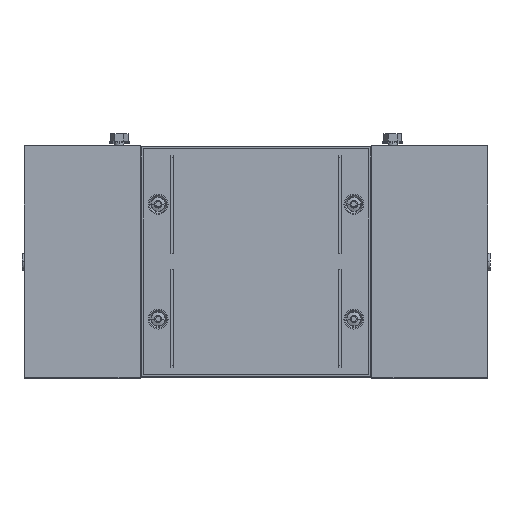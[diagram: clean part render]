
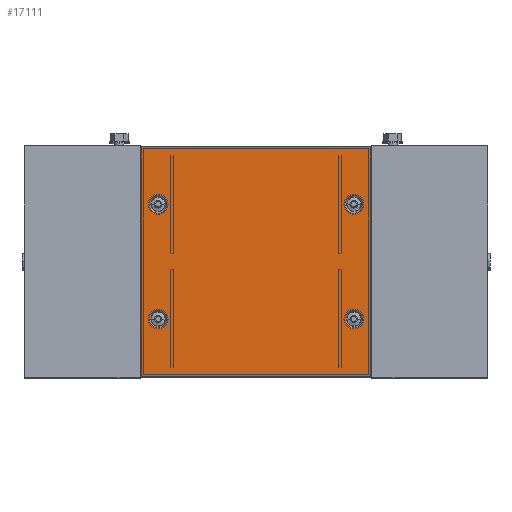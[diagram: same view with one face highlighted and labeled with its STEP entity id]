
A CAD part, top view. The second image highlights one B-rep face of the part: STEP entity #17111.
In plain terms, the highlighted face is planar.
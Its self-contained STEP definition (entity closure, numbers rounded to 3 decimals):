
#4 = CIRCLE ( 'NONE', #10379, 7.691 ) ;
#199 = CIRCLE ( 'NONE', #1677, 7.691 ) ;
#338 = CARTESIAN_POINT ( 'NONE',  ( 115.5, -149.5, 0. ) ) ;
#344 = ORIENTED_EDGE ( 'NONE', *, *, #17871, .T. ) ;
#419 = EDGE_LOOP ( 'NONE', ( #1327, #344 ) ) ;
#464 = EDGE_CURVE ( 'NONE', #18045, #3951, #12293, .T. ) ;
#734 = CARTESIAN_POINT ( 'NONE',  ( 299., -199., 0. ) ) ;
#815 = EDGE_CURVE ( 'NONE', #3329, #10215, #3633, .T. ) ;
#1249 = CARTESIAN_POINT ( 'NONE',  ( 101., -1., 0. ) ) ;
#1327 = ORIENTED_EDGE ( 'NONE', *, *, #8585, .T. ) ;
#1498 = VERTEX_POINT ( 'NONE', #9219 ) ;
#1641 = DIRECTION ( 'NONE',  ( 0., 0., 1. ) ) ;
#1677 = AXIS2_PLACEMENT_3D ( 'NONE', #16626, #9567, #15241 ) ;
#1705 = VERTEX_POINT ( 'NONE', #17852 ) ;
#1738 = ORIENTED_EDGE ( 'NONE', *, *, #17524, .T. ) ;
#1832 = CIRCLE ( 'NONE', #4207, 7.691 ) ;
#2214 = EDGE_CURVE ( 'NONE', #2423, #10057, #2854, .T. ) ;
#2296 = DIRECTION ( 'NONE',  ( 0., 0., 1. ) ) ;
#2423 = VERTEX_POINT ( 'NONE', #1249 ) ;
#2484 = AXIS2_PLACEMENT_3D ( 'NONE', #3311, #17249, #14370 ) ;
#2795 = CARTESIAN_POINT ( 'NONE',  ( 292.191, -149.5, 0. ) ) ;
#2842 = CARTESIAN_POINT ( 'NONE',  ( 107.809, -149.5, 0. ) ) ;
#2854 = LINE ( 'NONE', #5923, #8083 ) ;
#2950 = DIRECTION ( 'NONE',  ( 0., -1., 0. ) ) ;
#2993 = EDGE_CURVE ( 'NONE', #15406, #1498, #14775, .T. ) ;
#3123 = FACE_OUTER_BOUND ( 'NONE', #3397, .T. ) ;
#3311 = CARTESIAN_POINT ( 'NONE',  ( 115.5, -149.5, 0. ) ) ;
#3329 = VERTEX_POINT ( 'NONE', #7157 ) ;
#3397 = EDGE_LOOP ( 'NONE', ( #5298, #15195, #17214, #16953 ) ) ;
#3531 = ORIENTED_EDGE ( 'NONE', *, *, #815, .T. ) ;
#3633 = CIRCLE ( 'NONE', #7792, 7.691 ) ;
#3951 = VERTEX_POINT ( 'NONE', #9587 ) ;
#4143 = LINE ( 'NONE', #18264, #10234 ) ;
#4207 = AXIS2_PLACEMENT_3D ( 'NONE', #11588, #14520, #10262 ) ;
#4500 = ORIENTED_EDGE ( 'NONE', *, *, #2993, .T. ) ;
#4518 = EDGE_LOOP ( 'NONE', ( #13446, #4500 ) ) ;
#4715 = LINE ( 'NONE', #7506, #15821 ) ;
#5298 = ORIENTED_EDGE ( 'NONE', *, *, #2214, .F. ) ;
#5403 = DIRECTION ( 'NONE',  ( 0., 0., 1. ) ) ;
#5631 = DIRECTION ( 'NONE',  ( 1., 0., 0. ) ) ;
#5923 = CARTESIAN_POINT ( 'NONE',  ( 101., -1., 0. ) ) ;
#6008 = AXIS2_PLACEMENT_3D ( 'NONE', #13084, #8705, #10099 ) ;
#6090 = FACE_BOUND ( 'NONE', #11057, .T. ) ;
#6245 = VECTOR ( 'NONE', #9000, 1000. ) ;
#6990 = DIRECTION ( 'NONE',  ( 1., 0., 0. ) ) ;
#7091 = DIRECTION ( 'NONE',  ( 0., 0., 1. ) ) ;
#7157 = CARTESIAN_POINT ( 'NONE',  ( 123.191, -149.5, 0. ) ) ;
#7249 = AXIS2_PLACEMENT_3D ( 'NONE', #9933, #2296, #7691 ) ;
#7307 = DIRECTION ( 'NONE',  ( 0., 1., 0. ) ) ;
#7495 = FACE_BOUND ( 'NONE', #4518, .T. ) ;
#7506 = CARTESIAN_POINT ( 'NONE',  ( 101., -199., 0. ) ) ;
#7691 = DIRECTION ( 'NONE',  ( 1., 0., 0. ) ) ;
#7792 = AXIS2_PLACEMENT_3D ( 'NONE', #338, #1641, #5631 ) ;
#8083 = VECTOR ( 'NONE', #2950, 1000. ) ;
#8474 = CARTESIAN_POINT ( 'NONE',  ( 284.5, -50.5, 0. ) ) ;
#8585 = EDGE_CURVE ( 'NONE', #1705, #13321, #199, .T. ) ;
#8637 = LINE ( 'NONE', #10307, #6245 ) ;
#8705 = DIRECTION ( 'NONE',  ( 0., 0., 1. ) ) ;
#9000 = DIRECTION ( 'NONE',  ( -1., 0., 0. ) ) ;
#9071 = DIRECTION ( 'NONE',  ( 1., 0., 0. ) ) ;
#9219 = CARTESIAN_POINT ( 'NONE',  ( 276.809, -50.5, 0. ) ) ;
#9567 = DIRECTION ( 'NONE',  ( 0., 0., 1. ) ) ;
#9587 = CARTESIAN_POINT ( 'NONE',  ( 123.191, -50.5, 0. ) ) ;
#9895 = CIRCLE ( 'NONE', #2484, 7.691 ) ;
#9933 = CARTESIAN_POINT ( 'NONE',  ( 115.5, -50.5, 0. ) ) ;
#10057 = VERTEX_POINT ( 'NONE', #13193 ) ;
#10099 = DIRECTION ( 'NONE',  ( 1., 0., 0. ) ) ;
#10215 = VERTEX_POINT ( 'NONE', #2842 ) ;
#10234 = VECTOR ( 'NONE', #7307, 1000. ) ;
#10262 = DIRECTION ( 'NONE',  ( 1., 0., 0. ) ) ;
#10307 = CARTESIAN_POINT ( 'NONE',  ( 101., -1., 0. ) ) ;
#10379 = AXIS2_PLACEMENT_3D ( 'NONE', #17711, #17532, #10663 ) ;
#10663 = DIRECTION ( 'NONE',  ( 1., 0., 0. ) ) ;
#10875 = CARTESIAN_POINT ( 'NONE',  ( 107.809, -50.5, 0. ) ) ;
#11057 = EDGE_LOOP ( 'NONE', ( #15707, #1738 ) ) ;
#11081 = CARTESIAN_POINT ( 'NONE',  ( 284.5, -149.5, 0. ) ) ;
#11284 = EDGE_CURVE ( 'NONE', #10057, #15522, #4715, .T. ) ;
#11307 = EDGE_CURVE ( 'NONE', #10215, #3329, #9895, .T. ) ;
#11588 = CARTESIAN_POINT ( 'NONE',  ( 115.5, -50.5, 0. ) ) ;
#11606 = FACE_BOUND ( 'NONE', #419, .T. ) ;
#12293 = CIRCLE ( 'NONE', #7249, 7.691 ) ;
#12665 = EDGE_LOOP ( 'NONE', ( #16041, #3531 ) ) ;
#13084 = CARTESIAN_POINT ( 'NONE',  ( 0., 0., 0. ) ) ;
#13193 = CARTESIAN_POINT ( 'NONE',  ( 101., -199., 0. ) ) ;
#13321 = VERTEX_POINT ( 'NONE', #2795 ) ;
#13446 = ORIENTED_EDGE ( 'NONE', *, *, #14885, .T. ) ;
#13692 = EDGE_CURVE ( 'NONE', #15522, #16632, #4143, .T. ) ;
#14159 = AXIS2_PLACEMENT_3D ( 'NONE', #11081, #5403, #15435 ) ;
#14370 = DIRECTION ( 'NONE',  ( 1., 0., 0. ) ) ;
#14520 = DIRECTION ( 'NONE',  ( 0., 0., 1. ) ) ;
#14538 = FACE_BOUND ( 'NONE', #12665, .T. ) ;
#14682 = CARTESIAN_POINT ( 'NONE',  ( 292.191, -50.5, 0. ) ) ;
#14775 = CIRCLE ( 'NONE', #16838, 7.691 ) ;
#14885 = EDGE_CURVE ( 'NONE', #1498, #15406, #4, .T. ) ;
#15195 = ORIENTED_EDGE ( 'NONE', *, *, #15792, .F. ) ;
#15241 = DIRECTION ( 'NONE',  ( 1., 0., 0. ) ) ;
#15406 = VERTEX_POINT ( 'NONE', #14682 ) ;
#15435 = DIRECTION ( 'NONE',  ( 1., 0., 0. ) ) ;
#15522 = VERTEX_POINT ( 'NONE', #734 ) ;
#15646 = CIRCLE ( 'NONE', #14159, 7.691 ) ;
#15707 = ORIENTED_EDGE ( 'NONE', *, *, #464, .T. ) ;
#15755 = PLANE ( 'NONE',  #6008 ) ;
#15792 = EDGE_CURVE ( 'NONE', #16632, #2423, #8637, .T. ) ;
#15821 = VECTOR ( 'NONE', #9071, 1000. ) ;
#16041 = ORIENTED_EDGE ( 'NONE', *, *, #11307, .T. ) ;
#16053 = CARTESIAN_POINT ( 'NONE',  ( 299., -1., 0. ) ) ;
#16626 = CARTESIAN_POINT ( 'NONE',  ( 284.5, -149.5, 0. ) ) ;
#16632 = VERTEX_POINT ( 'NONE', #16053 ) ;
#16838 = AXIS2_PLACEMENT_3D ( 'NONE', #8474, #7091, #6990 ) ;
#16953 = ORIENTED_EDGE ( 'NONE', *, *, #11284, .F. ) ;
#17111 = ADVANCED_FACE ( 'NONE', ( #11606, #14538, #7495, #6090, #3123 ), #15755, .F. ) ;
#17214 = ORIENTED_EDGE ( 'NONE', *, *, #13692, .F. ) ;
#17249 = DIRECTION ( 'NONE',  ( 0., 0., 1. ) ) ;
#17524 = EDGE_CURVE ( 'NONE', #3951, #18045, #1832, .T. ) ;
#17532 = DIRECTION ( 'NONE',  ( 0., 0., 1. ) ) ;
#17711 = CARTESIAN_POINT ( 'NONE',  ( 284.5, -50.5, 0. ) ) ;
#17852 = CARTESIAN_POINT ( 'NONE',  ( 276.809, -149.5, 0. ) ) ;
#17871 = EDGE_CURVE ( 'NONE', #13321, #1705, #15646, .T. ) ;
#18045 = VERTEX_POINT ( 'NONE', #10875 ) ;
#18264 = CARTESIAN_POINT ( 'NONE',  ( 299., -1., 0. ) ) ;
